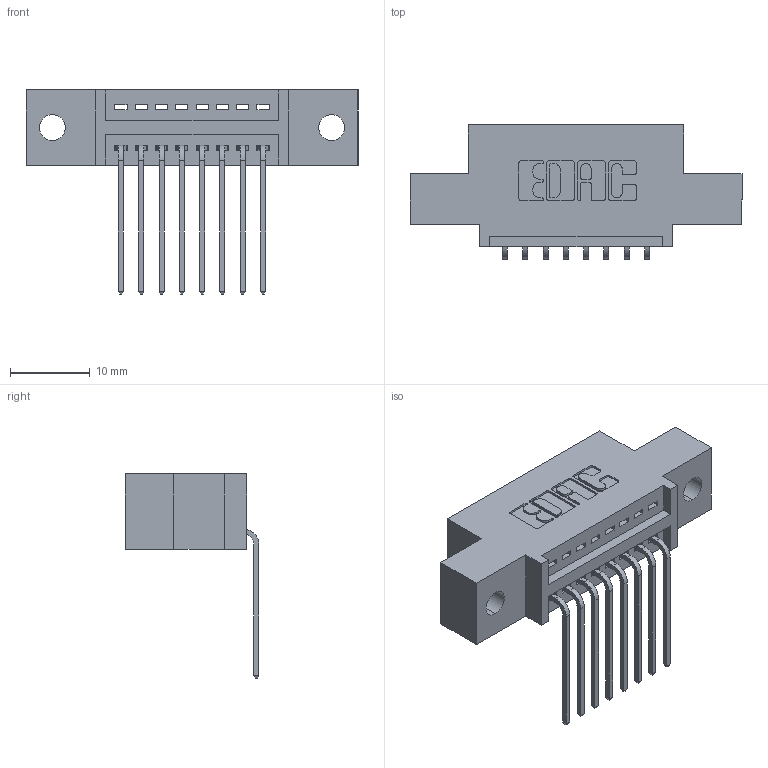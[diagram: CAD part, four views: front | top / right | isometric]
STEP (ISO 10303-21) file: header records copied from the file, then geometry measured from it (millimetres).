
FILE_DESCRIPTION (( 'STEP AP203' ), '1' );
FILE_NAME ('395-008-559-402.STEP', '2019-10-15T19:32:31', ( '' ), ( '' ), 'SwSTEP 2.0', 'SolidWorks 2016', '' );
FILE_SCHEMA (( 'CONFIG_CONTROL_DESIGN' ));
Length unit declared in the file: inch
Products named in the file (3): 345-292-001_558 559 Tail - 1; 395-008-559-402; 345 Part_0.110 Offset - 0.128 Dia
Assembly tree (9 placements, depth 2):
  395-008-559-402
    345 Part_0.110 Offset - 0.128 Dia
    345-292-001_558 559 Tail - 1  x8
Bounding box: 41.53 x 16.75 x 25.53 mm (x, y, z)
Volume: 3582.6 mm3; surface area: 4265.8 mm2
Topology: 9 solids, 9 shells, 610 faces, 1809 edges, 1194 vertices
Faces by surface type: plane 420, cylinder 190
Entity records: 10817 total; most frequent: CARTESIAN_POINT 1884, ORIENTED_EDGE 1826, DIRECTION 1693, EDGE_CURVE 913, VECTOR 749, LINE 749, VERTEX_POINT 606, AXIS2_PLACEMENT_3D 472
